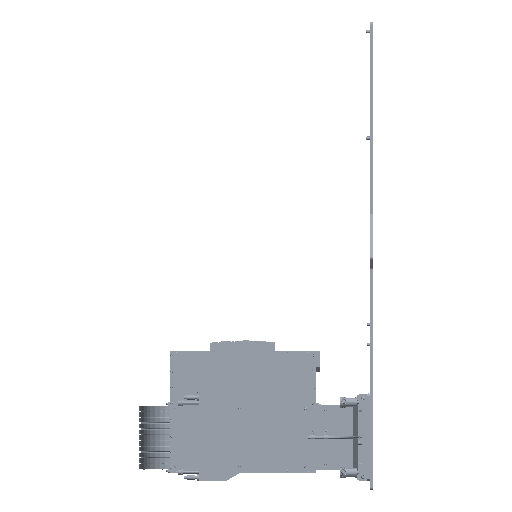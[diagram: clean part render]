
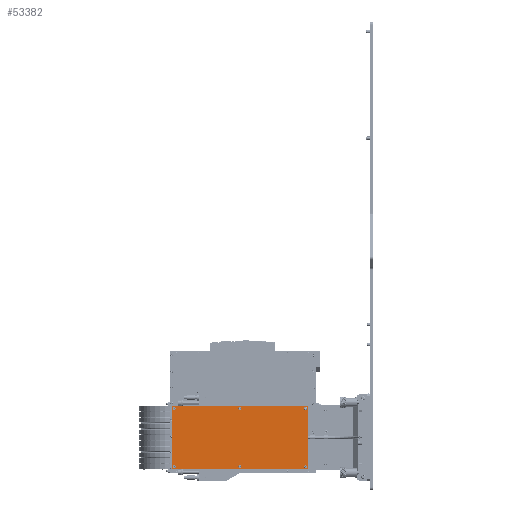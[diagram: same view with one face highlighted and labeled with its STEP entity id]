
A CAD part, front view. The second image highlights one B-rep face of the part: STEP entity #53382.
In plain terms, the highlighted face is planar.
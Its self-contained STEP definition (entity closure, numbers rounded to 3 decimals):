
#5575=LINE('',#97838,#8517);
#5578=LINE('',#97844,#8520);
#5581=LINE('',#97850,#8523);
#5584=LINE('',#97854,#8526);
#8517=VECTOR('',#74065,115.);
#8520=VECTOR('',#74070,250.);
#8523=VECTOR('',#74075,115.);
#8526=VECTOR('',#74080,250.);
#12026=FACE_BOUND('',#20652,.T.);
#12027=FACE_BOUND('',#20653,.T.);
#12028=FACE_BOUND('',#20654,.T.);
#12029=FACE_BOUND('',#20655,.T.);
#12030=FACE_BOUND('',#20656,.T.);
#12031=FACE_BOUND('',#20657,.T.);
#15489=FACE_OUTER_BOUND('',#20651,.T.);
#20651=EDGE_LOOP('',(#47895,#47896,#47897,#47898));
#20652=EDGE_LOOP('',(#47899));
#20653=EDGE_LOOP('',(#47900));
#20654=EDGE_LOOP('',(#47901));
#20655=EDGE_LOOP('',(#47902));
#20656=EDGE_LOOP('',(#47903));
#20657=EDGE_LOOP('',(#47904));
#23562=CIRCLE('',#59342,1.7);
#23564=CIRCLE('',#59345,1.7);
#23566=CIRCLE('',#59348,1.7);
#23568=CIRCLE('',#59351,1.7);
#23570=CIRCLE('',#59354,1.7);
#23572=CIRCLE('',#59357,1.7);
#28385=VERTEX_POINT('',#97804);
#28387=VERTEX_POINT('',#97809);
#28389=VERTEX_POINT('',#97814);
#28391=VERTEX_POINT('',#97819);
#28393=VERTEX_POINT('',#97824);
#28395=VERTEX_POINT('',#97829);
#28398=VERTEX_POINT('',#97835);
#28399=VERTEX_POINT('',#97837);
#28401=VERTEX_POINT('',#97843);
#28403=VERTEX_POINT('',#97849);
#34987=EDGE_CURVE('',#28385,#28385,#23562,.T.);
#34989=EDGE_CURVE('',#28387,#28387,#23564,.T.);
#34991=EDGE_CURVE('',#28389,#28389,#23566,.T.);
#34993=EDGE_CURVE('',#28391,#28391,#23568,.T.);
#34995=EDGE_CURVE('',#28393,#28393,#23570,.T.);
#34997=EDGE_CURVE('',#28395,#28395,#23572,.T.);
#35000=EDGE_CURVE('',#28399,#28398,#5575,.T.);
#35003=EDGE_CURVE('',#28401,#28399,#5578,.T.);
#35006=EDGE_CURVE('',#28403,#28401,#5581,.T.);
#35009=EDGE_CURVE('',#28398,#28403,#5584,.T.);
#47895=ORIENTED_EDGE('',*,*,#35009,.T.);
#47896=ORIENTED_EDGE('',*,*,#35006,.T.);
#47897=ORIENTED_EDGE('',*,*,#35003,.T.);
#47898=ORIENTED_EDGE('',*,*,#35000,.T.);
#47899=ORIENTED_EDGE('',*,*,#34987,.T.);
#47900=ORIENTED_EDGE('',*,*,#34989,.T.);
#47901=ORIENTED_EDGE('',*,*,#34991,.T.);
#47902=ORIENTED_EDGE('',*,*,#34993,.T.);
#47903=ORIENTED_EDGE('',*,*,#34995,.T.);
#47904=ORIENTED_EDGE('',*,*,#34997,.T.);
#50134=PLANE('',#59362);
#53382=ADVANCED_FACE('',(#15489,#12026,#12027,#12028,#12029,#12030,#12031),
#50134,.T.);
#59342=AXIS2_PLACEMENT_3D('',#97805,#74029,#74030);
#59345=AXIS2_PLACEMENT_3D('',#97810,#74035,#74036);
#59348=AXIS2_PLACEMENT_3D('',#97815,#74041,#74042);
#59351=AXIS2_PLACEMENT_3D('',#97820,#74047,#74048);
#59354=AXIS2_PLACEMENT_3D('',#97825,#74053,#74054);
#59357=AXIS2_PLACEMENT_3D('',#97830,#74059,#74060);
#59362=AXIS2_PLACEMENT_3D('',#97855,#74081,#74082);
#74029=DIRECTION('center_axis',(0.,0.,-1.));
#74030=DIRECTION('ref_axis',(1.,0.,0.));
#74035=DIRECTION('center_axis',(0.,0.,-1.));
#74036=DIRECTION('ref_axis',(1.,0.,0.));
#74041=DIRECTION('center_axis',(0.,0.,-1.));
#74042=DIRECTION('ref_axis',(1.,0.,0.));
#74047=DIRECTION('center_axis',(0.,0.,-1.));
#74048=DIRECTION('ref_axis',(1.,0.,0.));
#74053=DIRECTION('center_axis',(0.,0.,-1.));
#74054=DIRECTION('ref_axis',(1.,0.,0.));
#74059=DIRECTION('center_axis',(0.,0.,-1.));
#74060=DIRECTION('ref_axis',(1.,0.,0.));
#74065=DIRECTION('',(0.,-1.,0.));
#74070=DIRECTION('',(-1.,0.,0.));
#74075=DIRECTION('',(0.,1.,0.));
#74080=DIRECTION('',(1.,0.,0.));
#74081=DIRECTION('center_axis',(0.,0.,1.));
#74082=DIRECTION('ref_axis',(1.,0.,0.));
#97804=CARTESIAN_POINT('',(247.95,3.75,1.5));
#97805=CARTESIAN_POINT('Origin',(246.25,3.75,1.5));
#97809=CARTESIAN_POINT('',(126.7,111.25,1.5));
#97810=CARTESIAN_POINT('Origin',(125.,111.25,1.5));
#97814=CARTESIAN_POINT('',(5.45,111.25,1.5));
#97815=CARTESIAN_POINT('Origin',(3.75,111.25,1.5));
#97819=CARTESIAN_POINT('',(5.45,3.75,1.5));
#97820=CARTESIAN_POINT('Origin',(3.75,3.75,1.5));
#97824=CARTESIAN_POINT('',(126.7,3.75,1.5));
#97825=CARTESIAN_POINT('Origin',(125.,3.75,1.5));
#97829=CARTESIAN_POINT('',(247.95,111.25,1.5));
#97830=CARTESIAN_POINT('Origin',(246.25,111.25,1.5));
#97835=CARTESIAN_POINT('',(0.,0.,1.5));
#97837=CARTESIAN_POINT('',(0.,115.,1.5));
#97838=CARTESIAN_POINT('',(0.,115.,1.5));
#97843=CARTESIAN_POINT('',(250.,115.,1.5));
#97844=CARTESIAN_POINT('',(250.,115.,1.5));
#97849=CARTESIAN_POINT('',(250.,0.,1.5));
#97850=CARTESIAN_POINT('',(250.,0.,1.5));
#97854=CARTESIAN_POINT('',(0.,0.,1.5));
#97855=CARTESIAN_POINT('Origin',(125.,57.5,1.5));
